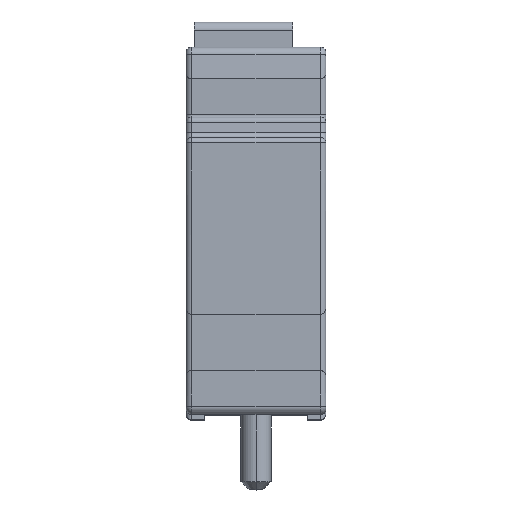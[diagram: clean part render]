
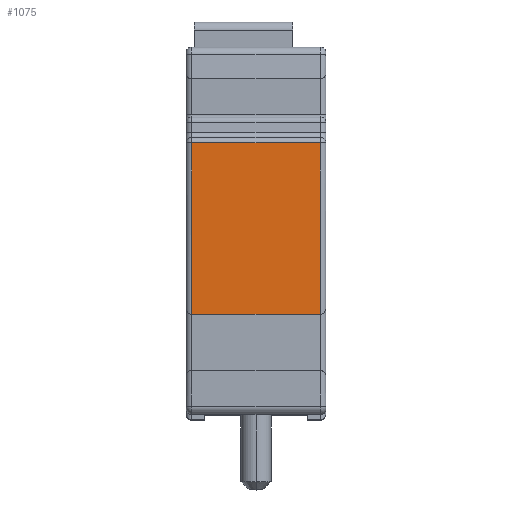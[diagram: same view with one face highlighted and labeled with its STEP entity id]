
A CAD part, top view. The second image highlights one B-rep face of the part: STEP entity #1075.
In plain terms, the highlighted face is planar.
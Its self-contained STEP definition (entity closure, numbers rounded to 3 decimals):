
#20 = VERTEX_POINT ( 'NONE', #4759 ) ;
#126 = LINE ( 'NONE', #1704, #1320 ) ;
#198 = ORIENTED_EDGE ( 'NONE', *, *, #3755, .T. ) ;
#230 = LINE ( 'NONE', #1811, #1001 ) ;
#281 = CARTESIAN_POINT ( 'NONE',  ( -2.3, 4.538, 10.398 ) ) ;
#1001 = VECTOR ( 'NONE', #3402, 1000. ) ;
#1010 = CARTESIAN_POINT ( 'NONE',  ( -2.3, 4.518, 10.597 ) ) ;
#1025 = ORIENTED_EDGE ( 'NONE', *, *, #1859, .F. ) ;
#1075 = ADVANCED_FACE ( 'NONE', ( #1733 ), #3325, .F. ) ;
#1212 = DIRECTION ( 'NONE',  ( 0., 0.099, -0.995 ) ) ;
#1230 = VECTOR ( 'NONE', #1212, 1000. ) ;
#1320 = VECTOR ( 'NONE', #3300, 1000. ) ;
#1323 = ORIENTED_EDGE ( 'NONE', *, *, #2357, .T. ) ;
#1348 = DIRECTION ( 'NONE',  ( 0., -0.995, -0.099 ) ) ;
#1704 = CARTESIAN_POINT ( 'NONE',  ( -2.5, 5.142, 4.305 ) ) ;
#1733 = FACE_OUTER_BOUND ( 'NONE', #4968, .T. ) ;
#1811 = CARTESIAN_POINT ( 'NONE',  ( -2.5, 4.538, 10.398 ) ) ;
#1859 = EDGE_CURVE ( 'NONE', #3505, #4738, #126, .T. ) ;
#1913 = VECTOR ( 'NONE', #2586, 1000. ) ;
#2357 = EDGE_CURVE ( 'NONE', #3997, #20, #230, .T. ) ;
#2586 = DIRECTION ( 'NONE',  ( 0., -0.099, 0.995 ) ) ;
#2931 = DIRECTION ( 'NONE',  ( 1., 0., 0. ) ) ;
#3188 = LINE ( 'NONE', #4761, #1230 ) ;
#3279 = CARTESIAN_POINT ( 'NONE',  ( -2.3, 5.142, 4.305 ) ) ;
#3300 = DIRECTION ( 'NONE',  ( 1., 0., 0. ) ) ;
#3325 = PLANE ( 'NONE',  #3787 ) ;
#3402 = DIRECTION ( 'NONE',  ( 1., 0., 0. ) ) ;
#3505 = VERTEX_POINT ( 'NONE', #3279 ) ;
#3755 = EDGE_CURVE ( 'NONE', #20, #4738, #3188, .T. ) ;
#3787 = AXIS2_PLACEMENT_3D ( 'NONE', #4903, #1348, #2931 ) ;
#3794 = CARTESIAN_POINT ( 'NONE',  ( 2.3, 5.142, 4.305 ) ) ;
#3997 = VERTEX_POINT ( 'NONE', #281 ) ;
#4290 = EDGE_CURVE ( 'NONE', #3505, #3997, #4561, .T. ) ;
#4537 = ORIENTED_EDGE ( 'NONE', *, *, #4290, .T. ) ;
#4561 = LINE ( 'NONE', #1010, #1913 ) ;
#4738 = VERTEX_POINT ( 'NONE', #3794 ) ;
#4759 = CARTESIAN_POINT ( 'NONE',  ( 2.3, 4.538, 10.398 ) ) ;
#4761 = CARTESIAN_POINT ( 'NONE',  ( 2.3, 5.142, 4.305 ) ) ;
#4903 = CARTESIAN_POINT ( 'NONE',  ( -2.5, 4.518, 10.597 ) ) ;
#4968 = EDGE_LOOP ( 'NONE', ( #1323, #198, #1025, #4537 ) ) ;
